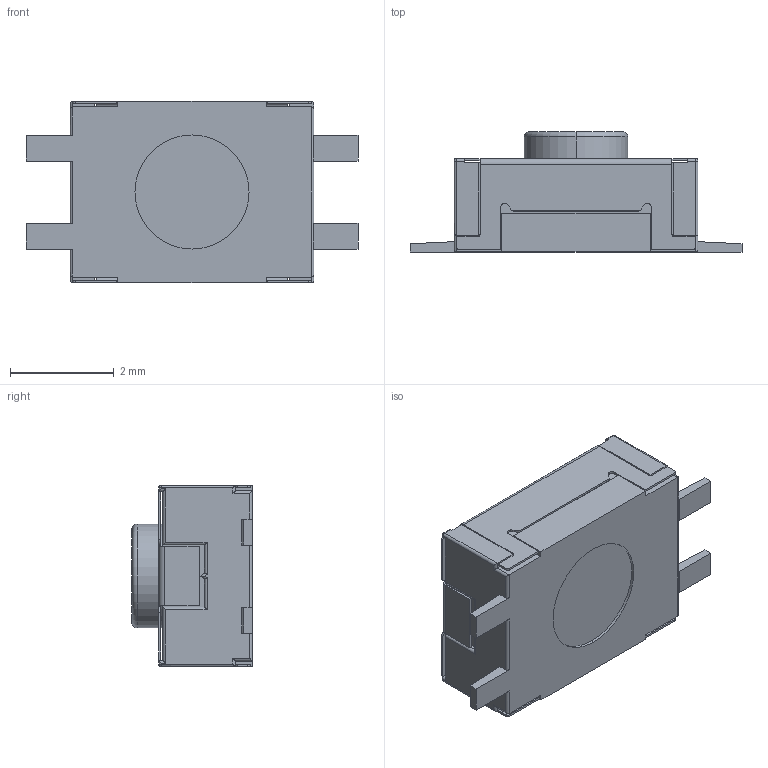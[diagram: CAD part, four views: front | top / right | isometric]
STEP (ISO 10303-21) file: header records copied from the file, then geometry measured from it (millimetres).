
FILE_DESCRIPTION (( 'STEP AP214' ), '1' );
FILE_NAME ('User Library-223A.STEP', '2019-04-29T21:17:24', ( '' ), ( '' ), 'SwSTEP 2.0', 'SolidWorks 2019', '' );
FILE_SCHEMA (( 'AUTOMOTIVE_DESIGN' ));
Length unit declared in the file: millimetre
Products named in the file (1): User Library-223A
Bounding box: 6.4 x 2.32 x 3.5 mm (x, y, z)
Volume: 29.9 mm3; surface area: 123.8 mm2
Topology: 5 solids, 5 shells, 234 faces, 595 edges, 368 vertices
Faces by surface type: plane 149, cylinder 79, sphere 4, torus 2
Entity records: 8153 total; most frequent: CARTESIAN_POINT 1290, ORIENTED_EDGE 1182, DIRECTION 1127, EDGE_CURVE 591, LINE 461, VECTOR 461, VERTEX_POINT 368, AXIS2_PLACEMENT_3D 333
